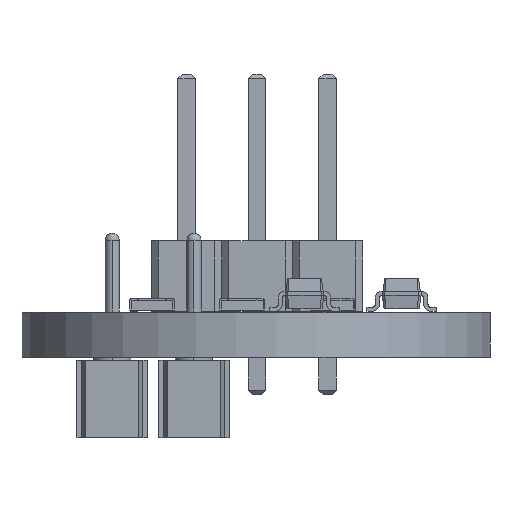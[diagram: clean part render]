
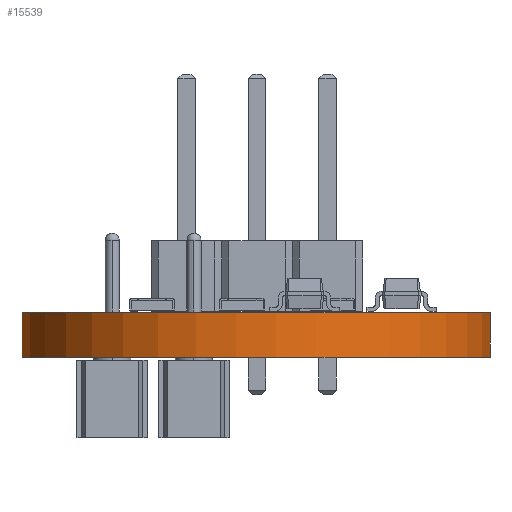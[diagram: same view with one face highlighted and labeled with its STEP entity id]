
A CAD part, front view. The second image highlights one B-rep face of the part: STEP entity #15539.
In plain terms, the highlighted cylindrical face has radius 8.494 mm (diameter 16.988 mm), a partial arc.
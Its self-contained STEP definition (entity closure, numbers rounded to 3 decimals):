
#14646 = PLANE('',#14647);
#14647 = AXIS2_PLACEMENT_3D('',#14648,#14649,#14650);
#14648 = CARTESIAN_POINT('',(0.,0.,1.6
    ));
#14649 = DIRECTION('',(-0.,-0.,-1.));
#14650 = DIRECTION('',(-1.,0.,0.));
#14674 = PLANE('',#14675);
#14675 = AXIS2_PLACEMENT_3D('',#14676,#14677,#14678);
#14676 = CARTESIAN_POINT('',(7.5,-1.,0.));
#14677 = DIRECTION('',(-0.004,1.,0.));
#14678 = DIRECTION('',(1.,0.004,0.));
#14700 = PLANE('',#14701);
#14701 = AXIS2_PLACEMENT_3D('',#14702,#14703,#14704);
#14702 = CARTESIAN_POINT('',(0.,0.,0.)
  );
#14703 = DIRECTION('',(-0.,-0.,-1.));
#14704 = DIRECTION('',(-1.,0.,0.));
#14793 = VERTEX_POINT('',#14794);
#14794 = CARTESIAN_POINT('',(8.435,-0.996,1.6));
#14815 = EDGE_CURVE('',#14816,#14793,#14818,.T.);
#14816 = VERTEX_POINT('',#14817);
#14817 = CARTESIAN_POINT('',(8.435,-0.996,0.));
#14818 = SURFACE_CURVE('',#14819,(#14823,#14830),.PCURVE_S1.);
#14819 = LINE('',#14820,#14821);
#14820 = CARTESIAN_POINT('',(8.435,-0.996,0.));
#14821 = VECTOR('',#14822,1.);
#14822 = DIRECTION('',(0.,0.,1.));
#14823 = PCURVE('',#14674,#14824);
#14824 = DEFINITIONAL_REPRESENTATION('',(#14825),#14829);
#14825 = LINE('',#14826,#14827);
#14826 = CARTESIAN_POINT('',(0.935,0.));
#14827 = VECTOR('',#14828,1.);
#14828 = DIRECTION('',(0.,-1.));
#14829 = ( GEOMETRIC_REPRESENTATION_CONTEXT(2) 
PARAMETRIC_REPRESENTATION_CONTEXT() REPRESENTATION_CONTEXT('2D SPACE',''
  ) );
#14830 = PCURVE('',#14831,#14836);
#14831 = CYLINDRICAL_SURFACE('',#14832,8.494);
#14832 = AXIS2_PLACEMENT_3D('',#14833,#14834,#14835);
#14833 = CARTESIAN_POINT('',(0.,0.,0.)
  );
#14834 = DIRECTION('',(-0.,-0.,-1.));
#14835 = DIRECTION('',(1.,0.,-0.));
#14836 = DEFINITIONAL_REPRESENTATION('',(#14837),#14841);
#14837 = LINE('',#14838,#14839);
#14838 = CARTESIAN_POINT('',(-6.166,0.));
#14839 = VECTOR('',#14840,1.);
#14840 = DIRECTION('',(-0.,-1.));
#14841 = ( GEOMETRIC_REPRESENTATION_CONTEXT(2) 
PARAMETRIC_REPRESENTATION_CONTEXT() REPRESENTATION_CONTEXT('2D SPACE',''
  ) );
#14869 = EDGE_CURVE('',#14870,#14816,#14872,.T.);
#14870 = VERTEX_POINT('',#14871);
#14871 = CARTESIAN_POINT('',(-8.435,-1.,0.));
#14872 = SURFACE_CURVE('',#14873,(#14878,#14889),.PCURVE_S1.);
#14873 = CIRCLE('',#14874,8.494);
#14874 = AXIS2_PLACEMENT_3D('',#14875,#14876,#14877);
#14875 = CARTESIAN_POINT('',(0.,0.,0.)
  );
#14876 = DIRECTION('',(0.,0.,1.));
#14877 = DIRECTION('',(1.,0.,-0.));
#14878 = PCURVE('',#14700,#14879);
#14879 = DEFINITIONAL_REPRESENTATION('',(#14880),#14888);
#14880 = ( BOUNDED_CURVE() B_SPLINE_CURVE(2,(#14881,#14882,#14883,#14884
    ,#14885,#14886,#14887),.UNSPECIFIED.,.T.,.F.) 
B_SPLINE_CURVE_WITH_KNOTS((1,2,2,2,2,1),(-2.094,0.,
    2.094,4.189,6.283,8.378),
.UNSPECIFIED.) CURVE() GEOMETRIC_REPRESENTATION_ITEM() 
RATIONAL_B_SPLINE_CURVE((1.,0.5,1.,0.5,1.,0.5,1.)) REPRESENTATION_ITEM(
  '') );
#14881 = CARTESIAN_POINT('',(-8.494,0.));
#14882 = CARTESIAN_POINT('',(-8.494,14.712));
#14883 = CARTESIAN_POINT('',(4.247,7.356));
#14884 = CARTESIAN_POINT('',(16.988,0.));
#14885 = CARTESIAN_POINT('',(4.247,-7.356));
#14886 = CARTESIAN_POINT('',(-8.494,-14.712));
#14887 = CARTESIAN_POINT('',(-8.494,0.));
#14888 = ( GEOMETRIC_REPRESENTATION_CONTEXT(2) 
PARAMETRIC_REPRESENTATION_CONTEXT() REPRESENTATION_CONTEXT('2D SPACE',''
  ) );
#14889 = PCURVE('',#14831,#14890);
#14890 = DEFINITIONAL_REPRESENTATION('',(#14891),#14895);
#14891 = LINE('',#14892,#14893);
#14892 = CARTESIAN_POINT('',(-0.,0.));
#14893 = VECTOR('',#14894,1.);
#14894 = DIRECTION('',(-1.,0.));
#14895 = ( GEOMETRIC_REPRESENTATION_CONTEXT(2) 
PARAMETRIC_REPRESENTATION_CONTEXT() REPRESENTATION_CONTEXT('2D SPACE',''
  ) );
#14913 = PLANE('',#14914);
#14914 = AXIS2_PLACEMENT_3D('',#14915,#14916,#14917);
#14915 = CARTESIAN_POINT('',(-8.435,-1.,0.));
#14916 = DIRECTION('',(0.,1.,0.));
#14917 = DIRECTION('',(1.,0.,0.));
#15216 = EDGE_CURVE('',#15217,#14793,#15219,.T.);
#15217 = VERTEX_POINT('',#15218);
#15218 = CARTESIAN_POINT('',(-8.435,-1.,1.6));
#15219 = SURFACE_CURVE('',#15220,(#15225,#15236),.PCURVE_S1.);
#15220 = CIRCLE('',#15221,8.494);
#15221 = AXIS2_PLACEMENT_3D('',#15222,#15223,#15224);
#15222 = CARTESIAN_POINT('',(0.,0.,1.6)
  );
#15223 = DIRECTION('',(0.,0.,1.));
#15224 = DIRECTION('',(1.,0.,-0.));
#15225 = PCURVE('',#14646,#15226);
#15226 = DEFINITIONAL_REPRESENTATION('',(#15227),#15235);
#15227 = ( BOUNDED_CURVE() B_SPLINE_CURVE(2,(#15228,#15229,#15230,#15231
    ,#15232,#15233,#15234),.UNSPECIFIED.,.T.,.F.) 
B_SPLINE_CURVE_WITH_KNOTS((1,2,2,2,2,1),(-2.094,0.,
    2.094,4.189,6.283,8.378),
.UNSPECIFIED.) CURVE() GEOMETRIC_REPRESENTATION_ITEM() 
RATIONAL_B_SPLINE_CURVE((1.,0.5,1.,0.5,1.,0.5,1.)) REPRESENTATION_ITEM(
  '') );
#15228 = CARTESIAN_POINT('',(-8.494,0.));
#15229 = CARTESIAN_POINT('',(-8.494,14.712));
#15230 = CARTESIAN_POINT('',(4.247,7.356));
#15231 = CARTESIAN_POINT('',(16.988,0.));
#15232 = CARTESIAN_POINT('',(4.247,-7.356));
#15233 = CARTESIAN_POINT('',(-8.494,-14.712));
#15234 = CARTESIAN_POINT('',(-8.494,0.));
#15235 = ( GEOMETRIC_REPRESENTATION_CONTEXT(2) 
PARAMETRIC_REPRESENTATION_CONTEXT() REPRESENTATION_CONTEXT('2D SPACE',''
  ) );
#15236 = PCURVE('',#14831,#15237);
#15237 = DEFINITIONAL_REPRESENTATION('',(#15238),#15242);
#15238 = LINE('',#15239,#15240);
#15239 = CARTESIAN_POINT('',(-0.,-1.6));
#15240 = VECTOR('',#15241,1.);
#15241 = DIRECTION('',(-1.,0.));
#15242 = ( GEOMETRIC_REPRESENTATION_CONTEXT(2) 
PARAMETRIC_REPRESENTATION_CONTEXT() REPRESENTATION_CONTEXT('2D SPACE',''
  ) );
#15539 = ADVANCED_FACE('',(#15540),#14831,.T.);
#15540 = FACE_BOUND('',#15541,.F.);
#15541 = EDGE_LOOP('',(#15542,#15563,#15564,#15565));
#15542 = ORIENTED_EDGE('',*,*,#15543,.T.);
#15543 = EDGE_CURVE('',#14870,#15217,#15544,.T.);
#15544 = SURFACE_CURVE('',#15545,(#15549,#15556),.PCURVE_S1.);
#15545 = LINE('',#15546,#15547);
#15546 = CARTESIAN_POINT('',(-8.435,-1.,0.));
#15547 = VECTOR('',#15548,1.);
#15548 = DIRECTION('',(0.,0.,1.));
#15549 = PCURVE('',#14831,#15550);
#15550 = DEFINITIONAL_REPRESENTATION('',(#15551),#15555);
#15551 = LINE('',#15552,#15553);
#15552 = CARTESIAN_POINT('',(-3.26,0.));
#15553 = VECTOR('',#15554,1.);
#15554 = DIRECTION('',(-0.,-1.));
#15555 = ( GEOMETRIC_REPRESENTATION_CONTEXT(2) 
PARAMETRIC_REPRESENTATION_CONTEXT() REPRESENTATION_CONTEXT('2D SPACE',''
  ) );
#15556 = PCURVE('',#14913,#15557);
#15557 = DEFINITIONAL_REPRESENTATION('',(#15558),#15562);
#15558 = LINE('',#15559,#15560);
#15559 = CARTESIAN_POINT('',(0.,0.));
#15560 = VECTOR('',#15561,1.);
#15561 = DIRECTION('',(0.,-1.));
#15562 = ( GEOMETRIC_REPRESENTATION_CONTEXT(2) 
PARAMETRIC_REPRESENTATION_CONTEXT() REPRESENTATION_CONTEXT('2D SPACE',''
  ) );
#15563 = ORIENTED_EDGE('',*,*,#15216,.T.);
#15564 = ORIENTED_EDGE('',*,*,#14815,.F.);
#15565 = ORIENTED_EDGE('',*,*,#14869,.F.);
